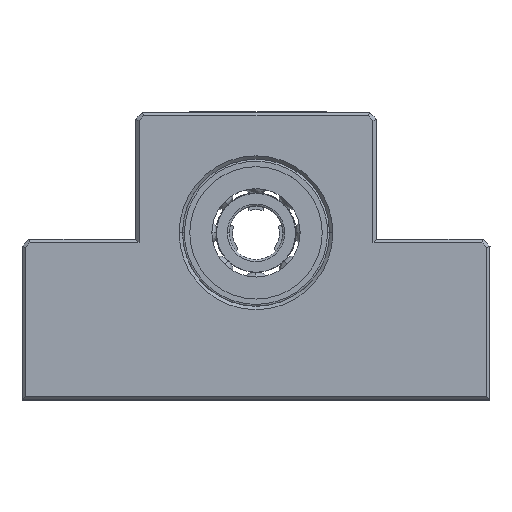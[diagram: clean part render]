
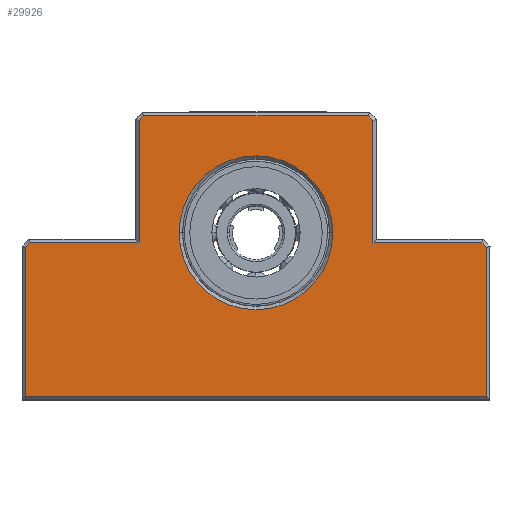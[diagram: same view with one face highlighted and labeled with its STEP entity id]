
A CAD part, top view. The second image highlights one B-rep face of the part: STEP entity #29926.
In plain terms, the highlighted planar face has unit normal (0, 0, 1).
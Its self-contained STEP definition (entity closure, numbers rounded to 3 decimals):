
#209 = LINE ( 'NONE', #18213, #12163 ) ;
#231 = LINE ( 'NONE', #23960, #22289 ) ;
#388 = EDGE_CURVE ( 'NONE', #29344, #2303, #209, .T. ) ;
#600 = ORIENTED_EDGE ( 'NONE', *, *, #9560, .T. ) ;
#939 = EDGE_CURVE ( 'NONE', #13647, #29344, #24395, .T. ) ;
#1262 = CARTESIAN_POINT ( 'NONE',  ( -11.681, 13.242, 10. ) ) ;
#1776 = AXIS2_PLACEMENT_3D ( 'NONE', #17923, #26845, #13192 ) ;
#2257 = ORIENTED_EDGE ( 'NONE', *, *, #5555, .T. ) ;
#2288 = DIRECTION ( 'NONE',  ( 0., -1., 0. ) ) ;
#2303 = VERTEX_POINT ( 'NONE', #7118 ) ;
#2399 = LINE ( 'NONE', #23207, #3502 ) ;
#2465 = VERTEX_POINT ( 'NONE', #28165 ) ;
#2621 = DIRECTION ( 'NONE',  ( 0., -1., 0. ) ) ;
#2661 = DIRECTION ( 'NONE',  ( -0.707, -0.707, 0. ) ) ;
#3131 = LINE ( 'NONE', #24236, #20787 ) ;
#3177 = EDGE_CURVE ( 'NONE', #6102, #9091, #26079, .T. ) ;
#3440 = CARTESIAN_POINT ( 'NONE',  ( 39.612, -5.051, 10. ) ) ;
#3502 = VECTOR ( 'NONE', #28771, 1000. ) ;
#3543 = LINE ( 'NONE', #6090, #26645 ) ;
#4447 = DIRECTION ( 'NONE',  ( -1., 0., 0. ) ) ;
#4681 = VERTEX_POINT ( 'NONE', #21759 ) ;
#4738 = DIRECTION ( 'NONE',  ( -0.707, 0.707, 0. ) ) ;
#4860 = VECTOR ( 'NONE', #2621, 1000. ) ;
#5218 = EDGE_CURVE ( 'NONE', #4681, #28381, #2399, .T. ) ;
#5264 = CARTESIAN_POINT ( 'NONE',  ( 40.319, -7.051, 10. ) ) ;
#5541 = VECTOR ( 'NONE', #2661, 1000. ) ;
#5555 = EDGE_CURVE ( 'NONE', #9091, #29471, #24753, .T. ) ;
#6051 = CARTESIAN_POINT ( 'NONE',  ( -5.681, -3.551, 10. ) ) ;
#6090 = CARTESIAN_POINT ( 'NONE',  ( -27.974, -5.051, 10. ) ) ;
#6102 = VERTEX_POINT ( 'NONE', #20779 ) ;
#6199 = DIRECTION ( 'NONE',  ( 0., 0., 1. ) ) ;
#6436 = AXIS2_PLACEMENT_3D ( 'NONE', #26113, #6199, #24597 ) ;
#6446 = CIRCLE ( 'NONE', #6436, 11.5 ) ;
#6581 = CARTESIAN_POINT ( 'NONE',  ( -10.974, 13.949, 10. ) ) ;
#6885 = EDGE_CURVE ( 'NONE', #29465, #6102, #3543, .T. ) ;
#6942 = VECTOR ( 'NONE', #8255, 1000. ) ;
#7118 = CARTESIAN_POINT ( 'NONE',  ( 23.319, -5.051, 10. ) ) ;
#7155 = ORIENTED_EDGE ( 'NONE', *, *, #26951, .F. ) ;
#7252 = EDGE_CURVE ( 'NONE', #28381, #11639, #231, .T. ) ;
#7668 = LINE ( 'NONE', #24433, #6942 ) ;
#8255 = DIRECTION ( 'NONE',  ( -1., 0., 0. ) ) ;
#8333 = CARTESIAN_POINT ( 'NONE',  ( -27.974, -5.051, 10. ) ) ;
#8608 = PLANE ( 'NONE',  #1776 ) ;
#8609 = DIRECTION ( 'NONE',  ( -0.707, -0.707, 0. ) ) ;
#8676 = ORIENTED_EDGE ( 'NONE', *, *, #22352, .F. ) ;
#9091 = VERTEX_POINT ( 'NONE', #9800 ) ;
#9310 = CARTESIAN_POINT ( 'NONE',  ( 5.819, -28.051, 10. ) ) ;
#9377 = CARTESIAN_POINT ( 'NONE',  ( 40.319, -5.758, 10. ) ) ;
#9560 = EDGE_CURVE ( 'NONE', #11639, #28004, #26465, .T. ) ;
#9780 = ORIENTED_EDGE ( 'NONE', *, *, #3177, .T. ) ;
#9800 = CARTESIAN_POINT ( 'NONE',  ( -28.681, -28.051, 10. ) ) ;
#9925 = CARTESIAN_POINT ( 'NONE',  ( -11.681, -7.051, 10. ) ) ;
#10231 = VECTOR ( 'NONE', #2288, 1000. ) ;
#10798 = EDGE_CURVE ( 'NONE', #20673, #29465, #7668, .T. ) ;
#11584 = CARTESIAN_POINT ( 'NONE',  ( -10.974, 13.949, 10. ) ) ;
#11639 = VERTEX_POINT ( 'NONE', #6581 ) ;
#12163 = VECTOR ( 'NONE', #4447, 1000. ) ;
#12442 = DIRECTION ( 'NONE',  ( 0., 0., 1. ) ) ;
#13083 = FACE_BOUND ( 'NONE', #13449, .T. ) ;
#13192 = DIRECTION ( 'NONE',  ( 1., 0., 0. ) ) ;
#13449 = EDGE_LOOP ( 'NONE', ( #8676, #7155 ) ) ;
#13647 = VERTEX_POINT ( 'NONE', #17977 ) ;
#16020 = ORIENTED_EDGE ( 'NONE', *, *, #18311, .T. ) ;
#16053 = VECTOR ( 'NONE', #4738, 1000. ) ;
#16290 = DIRECTION ( 'NONE',  ( 0., 1., 0. ) ) ;
#16973 = DIRECTION ( 'NONE',  ( 0., 1., 0. ) ) ;
#17478 = ORIENTED_EDGE ( 'NONE', *, *, #5218, .T. ) ;
#17686 = ORIENTED_EDGE ( 'NONE', *, *, #23359, .T. ) ;
#17923 = CARTESIAN_POINT ( 'NONE',  ( -28.681, -28.051, 10. ) ) ;
#17977 = CARTESIAN_POINT ( 'NONE',  ( 40.319, -5.758, 10. ) ) ;
#18213 = CARTESIAN_POINT ( 'NONE',  ( 5.819, -5.051, 10. ) ) ;
#18311 = EDGE_CURVE ( 'NONE', #2303, #4681, #3131, .T. ) ;
#18516 = LINE ( 'NONE', #9925, #4860 ) ;
#19082 = DIRECTION ( 'NONE',  ( -1., 0., 0. ) ) ;
#19453 = DIRECTION ( 'NONE',  ( 1., 0., 0. ) ) ;
#20601 = CARTESIAN_POINT ( 'NONE',  ( -11.681, -5.051, 10. ) ) ;
#20673 = VERTEX_POINT ( 'NONE', #20601 ) ;
#20779 = CARTESIAN_POINT ( 'NONE',  ( -28.681, -5.758, 10. ) ) ;
#20787 = VECTOR ( 'NONE', #16973, 1000. ) ;
#21001 = VERTEX_POINT ( 'NONE', #6051 ) ;
#21096 = AXIS2_PLACEMENT_3D ( 'NONE', #26268, #12442, #19453 ) ;
#21759 = CARTESIAN_POINT ( 'NONE',  ( 23.319, 13.242, 10. ) ) ;
#22218 = VECTOR ( 'NONE', #16290, 1000. ) ;
#22289 = VECTOR ( 'NONE', #19082, 1000. ) ;
#22352 = EDGE_CURVE ( 'NONE', #2465, #21001, #27058, .T. ) ;
#22709 = EDGE_LOOP ( 'NONE', ( #28673, #23950, #9780, #2257, #17686, #29649, #29031, #16020, #17478, #28325, #600, #27766 ) ) ;
#23207 = CARTESIAN_POINT ( 'NONE',  ( 23.319, 13.242, 10. ) ) ;
#23359 = EDGE_CURVE ( 'NONE', #29471, #13647, #26605, .T. ) ;
#23950 = ORIENTED_EDGE ( 'NONE', *, *, #6885, .T. ) ;
#23960 = CARTESIAN_POINT ( 'NONE',  ( 5.819, 13.949, 10. ) ) ;
#24236 = CARTESIAN_POINT ( 'NONE',  ( 23.319, -7.051, 10. ) ) ;
#24395 = LINE ( 'NONE', #9377, #16053 ) ;
#24433 = CARTESIAN_POINT ( 'NONE',  ( 5.819, -5.051, 10. ) ) ;
#24597 = DIRECTION ( 'NONE',  ( 1., 0., 0. ) ) ;
#24753 = LINE ( 'NONE', #9310, #29463 ) ;
#26079 = LINE ( 'NONE', #29948, #10231 ) ;
#26096 = CARTESIAN_POINT ( 'NONE',  ( 22.612, 13.949, 10. ) ) ;
#26113 = CARTESIAN_POINT ( 'NONE',  ( 5.819, -3.551, 10. ) ) ;
#26268 = CARTESIAN_POINT ( 'NONE',  ( 5.819, -3.551, 10. ) ) ;
#26465 = LINE ( 'NONE', #11584, #5541 ) ;
#26605 = LINE ( 'NONE', #5264, #22218 ) ;
#26645 = VECTOR ( 'NONE', #8609, 1000. ) ;
#26845 = DIRECTION ( 'NONE',  ( 0., 0., 1. ) ) ;
#26869 = CARTESIAN_POINT ( 'NONE',  ( 40.319, -28.051, 10. ) ) ;
#26951 = EDGE_CURVE ( 'NONE', #21001, #2465, #6446, .T. ) ;
#27058 = CIRCLE ( 'NONE', #21096, 11.5 ) ;
#27543 = FACE_OUTER_BOUND ( 'NONE', #22709, .T. ) ;
#27766 = ORIENTED_EDGE ( 'NONE', *, *, #29170, .T. ) ;
#27851 = DIRECTION ( 'NONE',  ( 1., 0., 0. ) ) ;
#28004 = VERTEX_POINT ( 'NONE', #1262 ) ;
#28165 = CARTESIAN_POINT ( 'NONE',  ( 17.319, -3.551, 10. ) ) ;
#28325 = ORIENTED_EDGE ( 'NONE', *, *, #7252, .T. ) ;
#28381 = VERTEX_POINT ( 'NONE', #26096 ) ;
#28673 = ORIENTED_EDGE ( 'NONE', *, *, #10798, .T. ) ;
#28771 = DIRECTION ( 'NONE',  ( -0.707, 0.707, 0. ) ) ;
#29031 = ORIENTED_EDGE ( 'NONE', *, *, #388, .T. ) ;
#29170 = EDGE_CURVE ( 'NONE', #28004, #20673, #18516, .T. ) ;
#29344 = VERTEX_POINT ( 'NONE', #3440 ) ;
#29463 = VECTOR ( 'NONE', #27851, 1000. ) ;
#29465 = VERTEX_POINT ( 'NONE', #8333 ) ;
#29471 = VERTEX_POINT ( 'NONE', #26869 ) ;
#29649 = ORIENTED_EDGE ( 'NONE', *, *, #939, .T. ) ;
#29926 = ADVANCED_FACE ( 'NONE', ( #13083, #27543 ), #8608, .T. ) ;
#29948 = CARTESIAN_POINT ( 'NONE',  ( -28.681, -7.051, 10. ) ) ;
